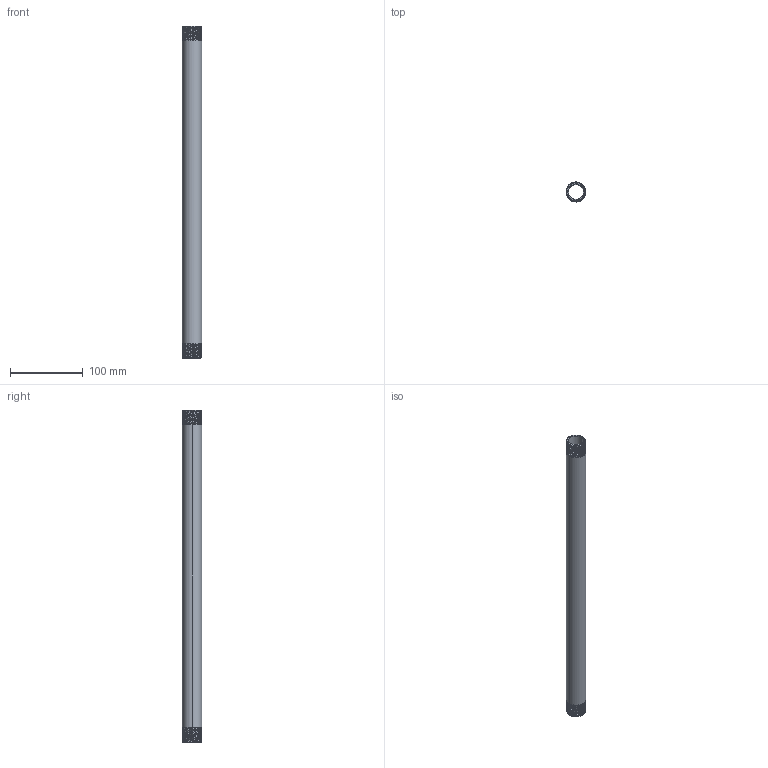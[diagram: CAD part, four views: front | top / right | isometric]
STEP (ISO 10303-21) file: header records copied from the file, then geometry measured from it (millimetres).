
FILE_DESCRIPTION((''),'2;1');
FILE_NAME('12467-18','2022-09-27T16:30:58',('rsmith'),(''),'CREO PARAMETRIC BY PTC INC, 2019352','CREO PARAMETRIC BY PTC INC, 2019352','');
FILE_SCHEMA(('CONFIG_CONTROL_DESIGN'));
Length unit declared in the file: inch
Products named in the file (1): 12467-18
Bounding box: 26.92 x 26.92 x 457.2 mm (x, y, z)
Volume: 105964.9 mm3; surface area: 105505.6 mm2
Topology: 1 solids, 2 shells, 78 faces, 214 edges, 138 vertices
Faces by surface type: cone 44, bspline 24, cylinder 6, plane 4
Entity records: 7454 total; most frequent: CARTESIAN_POINT 5719, ORIENTED_EDGE 420, DIRECTION 228, EDGE_CURVE 214, VERTEX_POINT 138, B_SPLINE_CURVE_WITH_KNOTS 118, EDGE_LOOP 80, FACE_OUTER_BOUND 78
